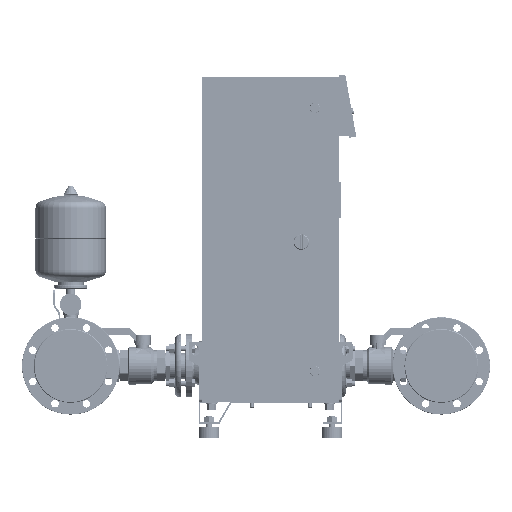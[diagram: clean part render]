
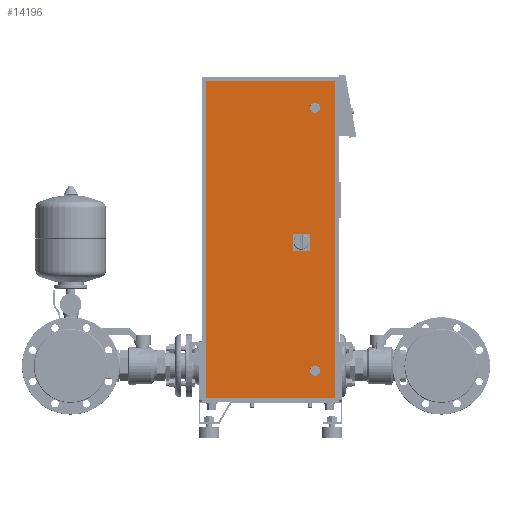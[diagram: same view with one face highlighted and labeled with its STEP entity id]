
A CAD part, left-side view. The second image highlights one B-rep face of the part: STEP entity #14196.
In plain terms, the highlighted free-form (B-spline) face has degree [1, 1] with [2, 2] control points.
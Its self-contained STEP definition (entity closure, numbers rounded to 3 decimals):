
#13674=CARTESIAN_POINT('',(-200.0,-130.0,950.0));
#13675=VERTEX_POINT('',#13674);
#13691=CARTESIAN_POINT('',(-200.0,-130.0,980.0));
#13692=VERTEX_POINT('',#13691);
#13699=CARTESIAN_POINT('',(-200.0,-130.0,965.0));
#13700=DIRECTION('',(1.0,0.0,0.0));
#13701=DIRECTION('',(0.0,0.0,-1.0));
#13702=AXIS2_PLACEMENT_3D('',#13699,#13700,#13701);
#13703=CIRCLE('',#13702,15.0);
#13704=EDGE_CURVE('',#13675,#13692,#13703,.T.);
#13798=CARTESIAN_POINT('',(-200.0,-130.0,180.0));
#13799=VERTEX_POINT('',#13798);
#13815=CARTESIAN_POINT('',(-200.0,-130.0,210.0));
#13816=VERTEX_POINT('',#13815);
#13823=CARTESIAN_POINT('',(-200.0,-130.0,195.0));
#13824=DIRECTION('',(1.0,0.0,0.0));
#13825=DIRECTION('',(0.0,0.0,-1.0));
#13826=AXIS2_PLACEMENT_3D('',#13823,#13824,#13825);
#13827=CIRCLE('',#13826,15.0);
#13828=EDGE_CURVE('',#13799,#13816,#13827,.T.);
#13897=CARTESIAN_POINT('',(-200.0,-130.0,195.0));
#13898=DIRECTION('',(1.0,0.0,0.0));
#13899=DIRECTION('',(0.0,0.0,-1.0));
#13900=AXIS2_PLACEMENT_3D('',#13897,#13898,#13899);
#13901=CIRCLE('',#13900,15.0);
#13902=EDGE_CURVE('',#13816,#13799,#13901,.T.);
#13962=CARTESIAN_POINT('',(-200.0,190.0,115.0));
#13963=VERTEX_POINT('',#13962);
#13964=CARTESIAN_POINT('',(-200.0,-190.0,115.0));
#13965=VERTEX_POINT('',#13964);
#13966=CARTESIAN_POINT('',(-200.0,190.0,115.0));
#13967=DIRECTION('',(0.0,-1.0,0.0));
#13968=VECTOR('',#13967,380.0);
#13969=LINE('',#13966,#13968);
#13970=EDGE_CURVE('',#13963,#13965,#13969,.T.);
#14021=CARTESIAN_POINT('',(-200.0,-130.0,965.0));
#14022=DIRECTION('',(1.0,0.0,0.0));
#14023=DIRECTION('',(0.0,0.0,-1.0));
#14024=AXIS2_PLACEMENT_3D('',#14021,#14022,#14023);
#14025=CIRCLE('',#14024,15.0);
#14026=EDGE_CURVE('',#13692,#13675,#14025,.T.);
#14086=CARTESIAN_POINT('',(-200.0,-190.0,1045.0));
#14087=VERTEX_POINT('',#14086);
#14088=CARTESIAN_POINT('',(-200.0,190.,1045.0));
#14089=VERTEX_POINT('',#14088);
#14090=CARTESIAN_POINT('',(-200.0,-190.0,1045.0));
#14091=DIRECTION('',(0.0,1.0,0.0));
#14092=VECTOR('',#14091,380.);
#14093=LINE('',#14090,#14092);
#14094=EDGE_CURVE('',#14087,#14089,#14093,.T.);
#14148=CARTESIAN_POINT('',(-200.0,-190.0,115.0));
#14149=DIRECTION('',(0.0,0.0,1.0));
#14150=VECTOR('',#14149,930.0);
#14151=LINE('',#14148,#14150);
#14152=EDGE_CURVE('',#13965,#14087,#14151,.T.);
#14167=CARTESIAN_POINT('',(-200.0,190.,1045.0));
#14168=DIRECTION('',(0.0,0.0,-1.0));
#14169=VECTOR('',#14168,930.0);
#14170=LINE('',#14167,#14169);
#14171=EDGE_CURVE('',#14089,#13963,#14170,.T.);
#14177=CARTESIAN_POINT('',(-200.0,190.0,1045.0));
#14178=CARTESIAN_POINT('',(-200.0,190.0,115.0));
#14179=CARTESIAN_POINT('',(-200.0,-190.0,1045.0));
#14180=CARTESIAN_POINT('',(-200.0,-190.0,115.0));
#14181=B_SPLINE_SURFACE_WITH_KNOTS('',1,1,((#14177,#14179),(#14178,#14180)),.UNSPECIFIED.,.F.,.F.,.U.,(2,2),(2,2),(0.0,930.0),(0.0,380.0),.UNSPECIFIED.);
#14182=ORIENTED_EDGE('',*,*,#14171,.T.);
#14183=ORIENTED_EDGE('',*,*,#13970,.T.);
#14184=ORIENTED_EDGE('',*,*,#14152,.T.);
#14185=ORIENTED_EDGE('',*,*,#14094,.T.);
#14186=EDGE_LOOP('',(#14182,#14183,#14184,#14185));
#14187=FACE_OUTER_BOUND('',#14186,.T.);
#14188=ORIENTED_EDGE('',*,*,#13902,.T.);
#14189=ORIENTED_EDGE('',*,*,#13828,.T.);
#14190=EDGE_LOOP('',(#14188,#14189));
#14191=FACE_BOUND('',#14190,.T.);
#14192=ORIENTED_EDGE('',*,*,#14026,.T.);
#14193=ORIENTED_EDGE('',*,*,#13704,.T.);
#14194=EDGE_LOOP('',(#14192,#14193));
#14195=FACE_BOUND('',#14194,.T.);
#14196=ADVANCED_FACE('',(#14187,#14191,#14195),#14181,.T.);
